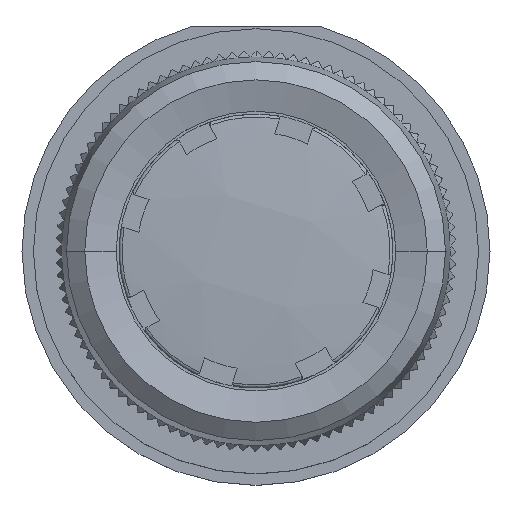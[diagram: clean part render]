
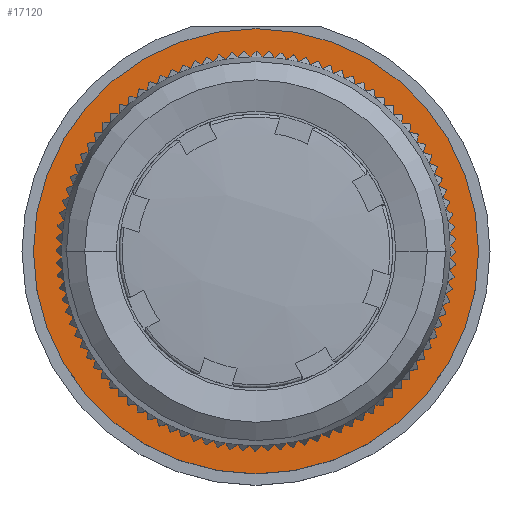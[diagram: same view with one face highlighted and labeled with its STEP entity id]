
A CAD part, top view. The second image highlights one B-rep face of the part: STEP entity #17120.
In plain terms, the highlighted planar face has unit normal (0, 0, 1).
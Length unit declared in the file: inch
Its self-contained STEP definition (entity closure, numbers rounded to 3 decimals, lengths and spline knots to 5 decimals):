
#276 = DIRECTION ( 'NONE',  ( 0., 0., 1. ) ) ;
#4203 = AXIS2_PLACEMENT_3D ( 'NONE', #45322, #276, #55571 ) ;
#6925 = FACE_OUTER_BOUND ( 'NONE', #26726, .T. ) ;
#8918 = CARTESIAN_POINT ( 'NONE',  ( -0.05563, -0.02642, 1.75591 ) ) ;
#10660 = EDGE_CURVE ( 'NONE', #58246, #29296, #53472, .T. ) ;
#10968 = ORIENTED_EDGE ( 'NONE', *, *, #44589, .T. ) ;
#12806 = AXIS2_PLACEMENT_3D ( 'NONE', #52531, #19348, #53831 ) ;
#16023 = CARTESIAN_POINT ( 'NONE',  ( 0.71209, -0.02642, 1.75591 ) ) ;
#17120 = ADVANCED_FACE ( 'NONE', ( #27131, #6925 ), #36471, .T. ) ;
#18717 = DIRECTION ( 'NONE',  ( -1., 0., 0. ) ) ;
#19348 = DIRECTION ( 'NONE',  ( 0., 0., -1. ) ) ;
#20281 = VERTEX_POINT ( 'NONE', #16023 ) ;
#21342 = AXIS2_PLACEMENT_3D ( 'NONE', #33520, #23996, #38154 ) ;
#23996 = DIRECTION ( 'NONE',  ( 0., 0., -1. ) ) ;
#25492 = EDGE_CURVE ( 'NONE', #59363, #20281, #27219, .T. ) ;
#25583 = AXIS2_PLACEMENT_3D ( 'NONE', #8918, #43556, #18717 ) ;
#26696 = DIRECTION ( 'NONE',  ( 1., 0., 0. ) ) ;
#26726 = EDGE_LOOP ( 'NONE', ( #31052, #10968 ) ) ;
#27131 = FACE_BOUND ( 'NONE', #32386, .T. ) ;
#27219 = CIRCLE ( 'NONE', #25583, 0.76772 ) ;
#29296 = VERTEX_POINT ( 'NONE', #30184 ) ;
#30184 = CARTESIAN_POINT ( 'NONE',  ( 0.53099, -0.02642, 1.75591 ) ) ;
#30711 = CIRCLE ( 'NONE', #21342, 0.58661 ) ;
#31052 = ORIENTED_EDGE ( 'NONE', *, *, #25492, .T. ) ;
#32386 = EDGE_LOOP ( 'NONE', ( #41681, #52428 ) ) ;
#33520 = CARTESIAN_POINT ( 'NONE',  ( -0.05563, -0.02642, 1.75591 ) ) ;
#35562 = CARTESIAN_POINT ( 'NONE',  ( -0.64224, -0.02642, 1.75591 ) ) ;
#36471 = PLANE ( 'NONE',  #55748 ) ;
#38154 = DIRECTION ( 'NONE',  ( -1., 0., 0. ) ) ;
#41681 = ORIENTED_EDGE ( 'NONE', *, *, #10660, .T. ) ;
#43556 = DIRECTION ( 'NONE',  ( 0., 0., 1. ) ) ;
#44589 = EDGE_CURVE ( 'NONE', #20281, #59363, #61474, .T. ) ;
#45322 = CARTESIAN_POINT ( 'NONE',  ( -0.05563, -0.02642, 1.75591 ) ) ;
#45358 = EDGE_CURVE ( 'NONE', #29296, #58246, #30711, .T. ) ;
#45909 = CARTESIAN_POINT ( 'NONE',  ( -0.05563, -0.02642, 1.75591 ) ) ;
#47031 = CARTESIAN_POINT ( 'NONE',  ( -0.82334, -0.02642, 1.75591 ) ) ;
#50952 = DIRECTION ( 'NONE',  ( 0., 0., 1. ) ) ;
#52428 = ORIENTED_EDGE ( 'NONE', *, *, #45358, .T. ) ;
#52531 = CARTESIAN_POINT ( 'NONE',  ( -0.05563, -0.02642, 1.75591 ) ) ;
#53472 = CIRCLE ( 'NONE', #12806, 0.58661 ) ;
#53831 = DIRECTION ( 'NONE',  ( -1., 0., 0. ) ) ;
#55571 = DIRECTION ( 'NONE',  ( -1., 0., 0. ) ) ;
#55748 = AXIS2_PLACEMENT_3D ( 'NONE', #45909, #50952, #26696 ) ;
#58246 = VERTEX_POINT ( 'NONE', #35562 ) ;
#59363 = VERTEX_POINT ( 'NONE', #47031 ) ;
#61474 = CIRCLE ( 'NONE', #4203, 0.76772 ) ;
